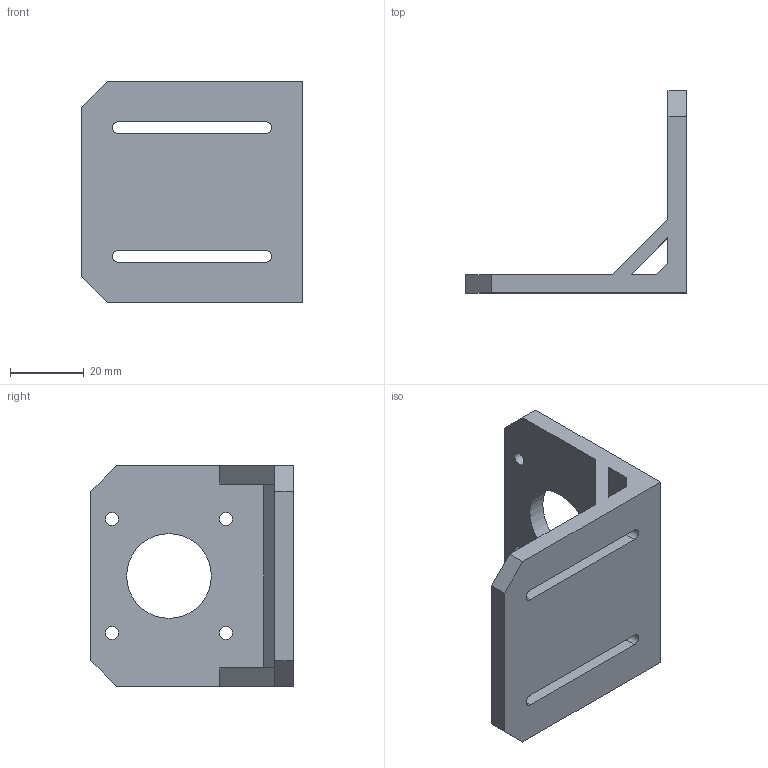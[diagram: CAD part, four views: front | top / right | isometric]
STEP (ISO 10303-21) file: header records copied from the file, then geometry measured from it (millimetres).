
FILE_DESCRIPTION(/* description */ (''),/* implementation_level */ '2;1');
FILE_NAME(/* name */ 'Bowden_support v1.step',/* time_stamp */ '2024-01-25T19:48:51Z',/* author */ (''),/* organization */ (''),/* preprocessor_version */ 'ST-DEVELOPER v20',/* originating_system */ 'Autodesk Translation Framework v12.14.0.127',/* authorisation */ '');
FILE_SCHEMA (('AUTOMOTIVE_DESIGN { 1 0 10303 214 3 1 1 }'));
Length unit declared in the file: millimetre
Products named in the file (1): Bowden_support
Bounding box: 60 x 55 x 60 mm (x, y, z)
Volume: 29774.8 mm3; surface area: 15058.7 mm2
Topology: 1 solids, 1 shells, 32 faces, 96 edges, 64 vertices
Faces by surface type: plane 23, cylinder 9
Full cylindrical faces by diameter (mm): 3.5 x4, 23 x1
Entity records: 1147 total; most frequent: CARTESIAN_POINT 193, ORIENTED_EDGE 192, DIRECTION 180, EDGE_CURVE 96, LINE 78, VECTOR 78, VERTEX_POINT 64, AXIS2_PLACEMENT_3D 51
